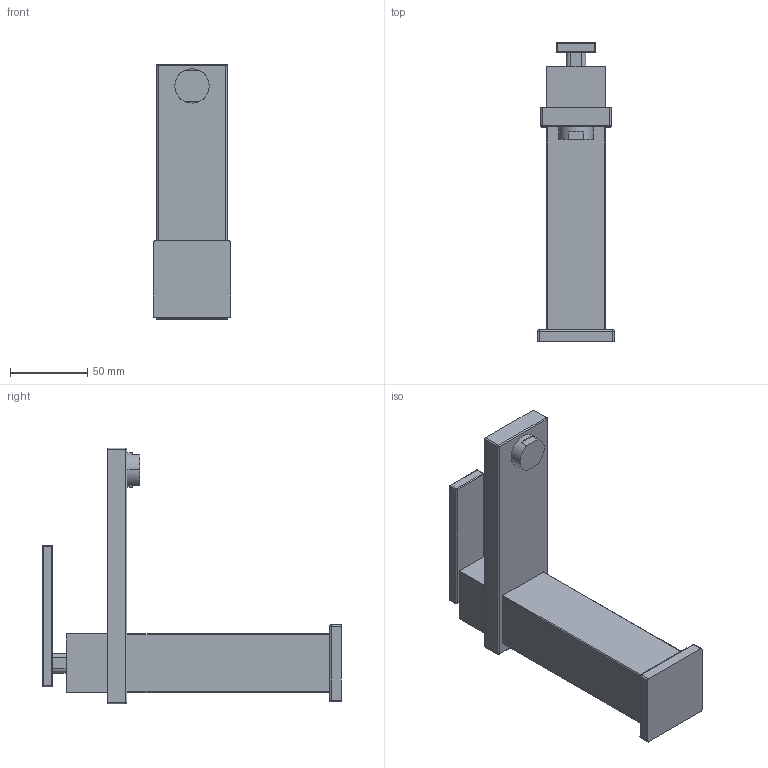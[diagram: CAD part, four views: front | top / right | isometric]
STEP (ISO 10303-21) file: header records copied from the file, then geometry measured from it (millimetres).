
FILE_DESCRIPTION((''),'2;1');
FILE_NAME('2563_SW0001','2021-02-16T11:54:34',('rsmith'),(''),'CREO PARAMETRIC BY PTC INC, 2018400','CREO PARAMETRIC BY PTC INC, 2018400','');
FILE_SCHEMA(('AUTOMOTIVE_DESIGN { 1 0 10303 214 1 1 1 1 }'));
Length unit declared in the file: inch
Products named in the file (1): 2563_SW0001
Bounding box: 50.04 x 193.93 x 166.12 mm (x, y, z)
Volume: 361489.8 mm3; surface area: 59897.4 mm2
Topology: 2 solids, 2 shells, 108 faces, 245 edges, 146 vertices
Faces by surface type: cylinder 45, plane 45, sphere 16, torus 2
Entity records: 4579 total; most frequent: DIRECTION 553, CARTESIAN_POINT 515, ORIENTED_EDGE 490, PRESENTATION_STYLE_ASSIGNMENT 337, STYLED_ITEM 248, CURVE_STYLE 245, EDGE_CURVE 245, AXIS2_PLACEMENT_3D 202
